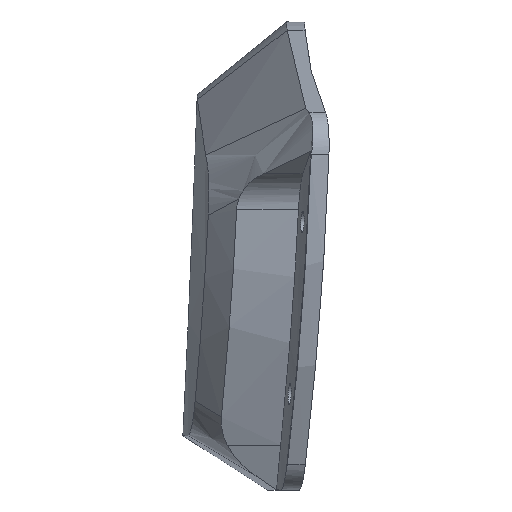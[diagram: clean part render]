
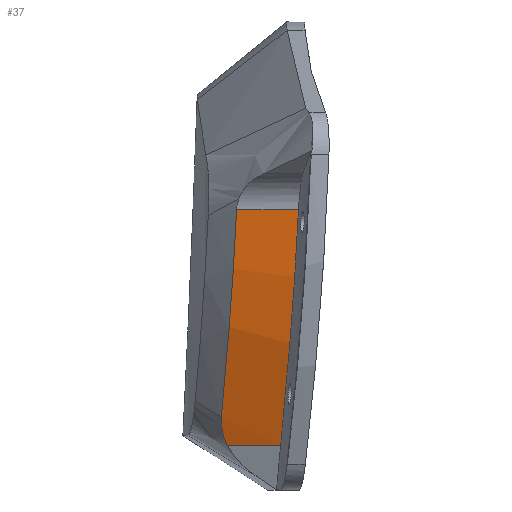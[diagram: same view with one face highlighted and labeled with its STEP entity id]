
A CAD part, left-side view. The second image highlights one B-rep face of the part: STEP entity #37.
In plain terms, the highlighted free-form (B-spline) face has degree [3, 1] with [12, 2] control points.
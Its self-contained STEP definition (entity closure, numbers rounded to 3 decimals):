
#1 = CARTESIAN_POINT ( 'NONE',  ( -67.597, 48.326, 222.772 ) ) ;
#35 = CARTESIAN_POINT ( 'NONE',  ( -62.194, 49.99, 201.265 ) ) ;
#37 = ADVANCED_FACE ( 'NONE', ( #1769 ), #1194, .T. ) ;
#77 = CARTESIAN_POINT ( 'NONE',  ( -66.835, 31.557, 218.282 ) ) ;
#78 = EDGE_CURVE ( 'NONE', #2263, #3392, #1847, .T. ) ;
#98 = CARTESIAN_POINT ( 'NONE',  ( -52.948, 52.292, 177.341 ) ) ;
#112 = CARTESIAN_POINT ( 'NONE',  ( -52.948, 35.081, 177.341 ) ) ;
#164 = CARTESIAN_POINT ( 'NONE',  ( -53.197, 50.072, 177.945 ) ) ;
#238 = EDGE_CURVE ( 'NONE', #3547, #4539, #1093, .T. ) ;
#346 = CARTESIAN_POINT ( 'NONE',  ( -52.948, 49.754, 177.341 ) ) ;
#396 = CARTESIAN_POINT ( 'NONE',  ( -60.612, 50.403, 196.594 ) ) ;
#410 = CARTESIAN_POINT ( 'NONE',  ( -57.088, 51.244, 187.38 ) ) ;
#444 = CARTESIAN_POINT ( 'NONE',  ( -69.042, 47.713, 232.504 ) ) ;
#485 = CARTESIAN_POINT ( 'NONE',  ( -69.785, 47.454, 240.566 ) ) ;
#500 = CARTESIAN_POINT ( 'NONE',  ( -57.73, 34.005, 188.748 ) ) ;
#611 = CARTESIAN_POINT ( 'NONE',  ( -67.969, 31.147, 224.367 ) ) ;
#634 = CARTESIAN_POINT ( 'NONE',  ( -69.173, 30.608, 233.541 ) ) ;
#793 = CARTESIAN_POINT ( 'NONE',  ( -59.772, 50.613, 194.273 ) ) ;
#844 = CARTESIAN_POINT ( 'NONE',  ( -69.845, 47.411, 241.44 ) ) ;
#857 = CARTESIAN_POINT ( 'NONE',  ( -56.152, 51.447, 185.098 ) ) ;
#865 = CARTESIAN_POINT ( 'NONE',  ( -66.835, 48.767, 218.282 ) ) ;
#882 = CARTESIAN_POINT ( 'NONE',  ( -52.948, 35.081, 177.341 ) ) ;
#937 = CARTESIAN_POINT ( 'NONE',  ( -55.601, 51.566, 183.754 ) ) ;
#1036 = EDGE_CURVE ( 'NONE', #3392, #4539, #3015, .T. ) ;
#1093 = B_SPLINE_CURVE_WITH_KNOTS ( 'NONE', 3,
 ( #4373, #410, #2008, #793, #396, #35, #1990, #3980, #2400, #1972, #4773, #1, #4725, #4319, #444, #4757, #2384, #2756, #2787, #3163 ),
 .UNSPECIFIED., .F., .F.,
 ( 4, 2, 2, 2, 2, 2, 2, 2, 2, 4 ),
 ( 0.008, 0.016, 0.023, 0.031, 0.038, 0.046, 0.053, 0.06, 0.064, 0.068 ),
 .UNSPECIFIED. ) ;
#1130 = VECTOR ( 'NONE', #3651, 1000. ) ;
#1194 = B_SPLINE_SURFACE_WITH_KNOTS ( 'NONE', 3, 1, ( 
 ( #882, #98 ),
 ( #3236, #2441 ),
 ( #500, #1644 ),
 ( #2835, #4419 ),
 ( #3643, #2853 ),
 ( #4814, #865 ),
 ( #2459, #3628 ),
 ( #4397, #2814 ),
 ( #1261, #1278 ),
 ( #4018, #485 ),
 ( #3256, #844 ),
 ( #2030, #4034 ) ),
 .UNSPECIFIED., .F., .F., .F.,
 ( 4, 2, 2, 2, 2, 4 ),
 ( 2, 2 ),
 ( 0., 0.25, 0.5, 0.75, 0.875, 0.91 ),
 ( 0., 1. ),
 .UNSPECIFIED. ) ;
#1261 = CARTESIAN_POINT ( 'NONE',  ( -69.487, 30.442, 236.611 ) ) ;
#1278 = CARTESIAN_POINT ( 'NONE',  ( -69.487, 47.652, 236.611 ) ) ;
#1326 = ORIENTED_EDGE ( 'NONE', *, *, #1036, .T. ) ;
#1327 = CARTESIAN_POINT ( 'NONE',  ( -69.487, 30.442, 236.611 ) ) ;
#1328 = B_SPLINE_CURVE_WITH_KNOTS ( 'NONE', 3,
 ( #1669, #937, #4106, #1689, #1702, #3295, #164, #4506 ),
 .UNSPECIFIED., .F., .F.,
 ( 4, 2, 2, 4 ),
 ( 0., 0.004, 0.006, 0.009 ),
 .UNSPECIFIED. ) ;
#1483 = CARTESIAN_POINT ( 'NONE',  ( -52.948, 35.081, 177.341 ) ) ;
#1644 = CARTESIAN_POINT ( 'NONE',  ( -57.73, 51.216, 188.748 ) ) ;
#1669 = CARTESIAN_POINT ( 'NONE',  ( -56.152, 51.447, 185.098 ) ) ;
#1689 = CARTESIAN_POINT ( 'NONE',  ( -54.244, 51.024, 180.479 ) ) ;
#1702 = CARTESIAN_POINT ( 'NONE',  ( -53.975, 50.828, 179.829 ) ) ;
#1751 = CARTESIAN_POINT ( 'NONE',  ( -69.785, 30.243, 240.566 ) ) ;
#1769 = FACE_OUTER_BOUND ( 'NONE', #3074, .T. ) ;
#1847 = B_SPLINE_CURVE_WITH_KNOTS ( 'NONE', 3,
 ( #112, #3220, #3609, #4003, #4796, #77, #611, #634, #1327, #1751, #4517, #3321 ),
 .UNSPECIFIED., .F., .F.,
 ( 4, 2, 2, 2, 2, 4 ),
 ( 0., 0.25, 0.5, 0.75, 0.875, 0.91 ),
 .UNSPECIFIED. ) ;
#1972 = CARTESIAN_POINT ( 'NONE',  ( -66.128, 48.839, 215.522 ) ) ;
#1990 = CARTESIAN_POINT ( 'NONE',  ( -62.936, 49.789, 203.614 ) ) ;
#2008 = CARTESIAN_POINT ( 'NONE',  ( -58.009, 51.035, 189.668 ) ) ;
#2010 = EDGE_CURVE ( 'NONE', #3547, #2923, #1328, .T. ) ;
#2020 = ORIENTED_EDGE ( 'NONE', *, *, #2010, .T. ) ;
#2030 = CARTESIAN_POINT ( 'NONE',  ( -69.901, 30.158, 242.316 ) ) ;
#2106 = EDGE_CURVE ( 'NONE', #2263, #2923, #3671, .T. ) ;
#2263 = VERTEX_POINT ( 'NONE', #1483 ) ;
#2384 = CARTESIAN_POINT ( 'NONE',  ( -69.536, 47.45, 237.401 ) ) ;
#2400 = CARTESIAN_POINT ( 'NONE',  ( -64.959, 49.205, 210.726 ) ) ;
#2435 = ORIENTED_EDGE ( 'NONE', *, *, #238, .F. ) ;
#2441 = CARTESIAN_POINT ( 'NONE',  ( -55.298, 51.761, 183.062 ) ) ;
#2459 = CARTESIAN_POINT ( 'NONE',  ( -67.969, 31.147, 224.367 ) ) ;
#2679 = CARTESIAN_POINT ( 'NONE',  ( -69.901, 30.158, 242.316 ) ) ;
#2756 = CARTESIAN_POINT ( 'NONE',  ( -69.736, 47.33, 239.856 ) ) ;
#2787 = CARTESIAN_POINT ( 'NONE',  ( -69.823, 47.273, 241.085 ) ) ;
#2814 = CARTESIAN_POINT ( 'NONE',  ( -69.173, 47.819, 233.541 ) ) ;
#2835 = CARTESIAN_POINT ( 'NONE',  ( -61.991, 32.962, 200.367 ) ) ;
#2853 = CARTESIAN_POINT ( 'NONE',  ( -63.835, 49.677, 206.271 ) ) ;
#2892 = VECTOR ( 'NONE', #3747, 1000. ) ;
#2923 = VERTEX_POINT ( 'NONE', #346 ) ;
#3015 = LINE ( 'NONE', #2679, #2892 ) ;
#3074 = EDGE_LOOP ( 'NONE', ( #2435, #2020, #3364, #4959, #1326 ) ) ;
#3163 = CARTESIAN_POINT ( 'NONE',  ( -69.901, 47.216, 242.316 ) ) ;
#3220 = CARTESIAN_POINT ( 'NONE',  ( -55.298, 34.551, 183.062 ) ) ;
#3236 = CARTESIAN_POINT ( 'NONE',  ( -55.298, 34.551, 183.062 ) ) ;
#3256 = CARTESIAN_POINT ( 'NONE',  ( -69.845, 30.201, 241.44 ) ) ;
#3295 = CARTESIAN_POINT ( 'NONE',  ( -53.452, 50.352, 178.563 ) ) ;
#3321 = CARTESIAN_POINT ( 'NONE',  ( -69.901, 30.158, 242.316 ) ) ;
#3364 = ORIENTED_EDGE ( 'NONE', *, *, #2106, .F. ) ;
#3392 = VERTEX_POINT ( 'NONE', #4940 ) ;
#3547 = VERTEX_POINT ( 'NONE', #857 ) ;
#3609 = CARTESIAN_POINT ( 'NONE',  ( -57.73, 34.005, 188.748 ) ) ;
#3628 = CARTESIAN_POINT ( 'NONE',  ( -67.969, 48.358, 224.367 ) ) ;
#3643 = CARTESIAN_POINT ( 'NONE',  ( -63.835, 32.466, 206.271 ) ) ;
#3651 = DIRECTION ( 'NONE',  ( 0., 1., 0. ) ) ;
#3671 = LINE ( 'NONE', #4904, #1130 ) ;
#3747 = DIRECTION ( 'NONE',  ( 0., 1., 0. ) ) ;
#3839 = CARTESIAN_POINT ( 'NONE',  ( -69.901, 47.216, 242.316 ) ) ;
#3980 = CARTESIAN_POINT ( 'NONE',  ( -64.319, 49.397, 208.345 ) ) ;
#4003 = CARTESIAN_POINT ( 'NONE',  ( -61.991, 32.962, 200.367 ) ) ;
#4018 = CARTESIAN_POINT ( 'NONE',  ( -69.785, 30.243, 240.566 ) ) ;
#4034 = CARTESIAN_POINT ( 'NONE',  ( -69.901, 47.369, 242.316 ) ) ;
#4106 = CARTESIAN_POINT ( 'NONE',  ( -55.054, 51.464, 182.433 ) ) ;
#4319 = CARTESIAN_POINT ( 'NONE',  ( -68.734, 47.858, 230.064 ) ) ;
#4373 = CARTESIAN_POINT ( 'NONE',  ( -56.152, 51.447, 185.098 ) ) ;
#4397 = CARTESIAN_POINT ( 'NONE',  ( -69.173, 30.608, 233.541 ) ) ;
#4419 = CARTESIAN_POINT ( 'NONE',  ( -61.991, 50.173, 200.367 ) ) ;
#4506 = CARTESIAN_POINT ( 'NONE',  ( -52.948, 49.754, 177.341 ) ) ;
#4517 = CARTESIAN_POINT ( 'NONE',  ( -69.845, 30.201, 241.44 ) ) ;
#4539 = VERTEX_POINT ( 'NONE', #3839 ) ;
#4725 = CARTESIAN_POINT ( 'NONE',  ( -68.011, 48.165, 225.198 ) ) ;
#4757 = CARTESIAN_POINT ( 'NONE',  ( -69.422, 47.514, 236.175 ) ) ;
#4773 = CARTESIAN_POINT ( 'NONE',  ( -66.656, 48.663, 217.936 ) ) ;
#4796 = CARTESIAN_POINT ( 'NONE',  ( -63.835, 32.466, 206.271 ) ) ;
#4814 = CARTESIAN_POINT ( 'NONE',  ( -66.835, 31.557, 218.282 ) ) ;
#4904 = CARTESIAN_POINT ( 'NONE',  ( -52.948, 35.081, 177.341 ) ) ;
#4940 = CARTESIAN_POINT ( 'NONE',  ( -69.901, 30.158, 242.316 ) ) ;
#4959 = ORIENTED_EDGE ( 'NONE', *, *, #78, .T. ) ;
